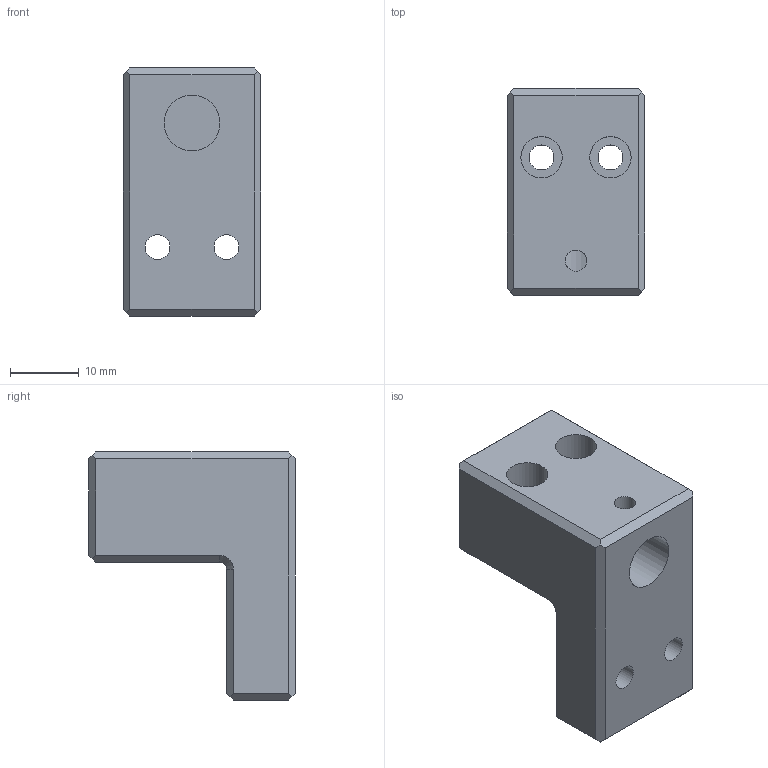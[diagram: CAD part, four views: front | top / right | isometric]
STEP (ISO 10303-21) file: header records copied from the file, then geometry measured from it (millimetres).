
FILE_DESCRIPTION(/* description */ (''),/* implementation_level */ '2;1');
FILE_NAME(/* name */ 'y-rod-holder.step',/* time_stamp */ '2024-04-10T21:16:59+05:30',/* author */ (''),/* organization */ (''),/* preprocessor_version */ 'ST-DEVELOPER v20',/* originating_system */ 'Autodesk Translation Framework v12.20.1.177',/* authorisation */ '');
FILE_SCHEMA (('AUTOMOTIVE_DESIGN { 1 0 10303 214 3 1 1 }'));
Length unit declared in the file: millimetre
Products named in the file (1): y-rod-holder
Bounding box: 20 x 30 x 36 mm (x, y, z)
Volume: 12137.6 mm3; surface area: 4654.3 mm2
Topology: 1 solids, 1 shells, 39 faces, 98 edges, 64 vertices
Faces by surface type: plane 28, cylinder 9, cone 2
Full cylindrical faces by diameter (mm): 3.1 x1, 3.6 x4, 6 x2, 8.1 x1
Entity records: 1250 total; most frequent: CARTESIAN_POINT 235, ORIENTED_EDGE 196, DIRECTION 196, EDGE_CURVE 98, LINE 78, VECTOR 78, VERTEX_POINT 64, AXIS2_PLACEMENT_3D 59
